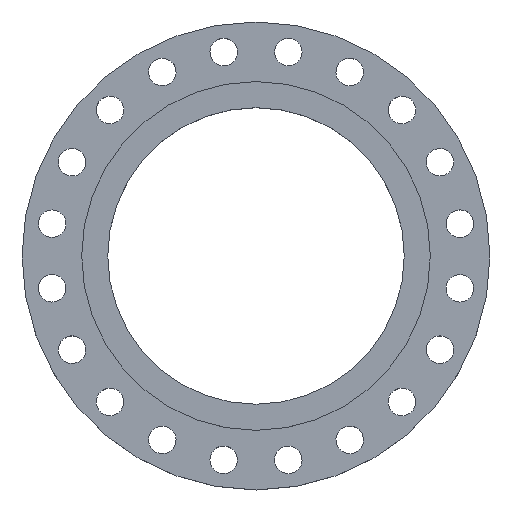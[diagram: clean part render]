
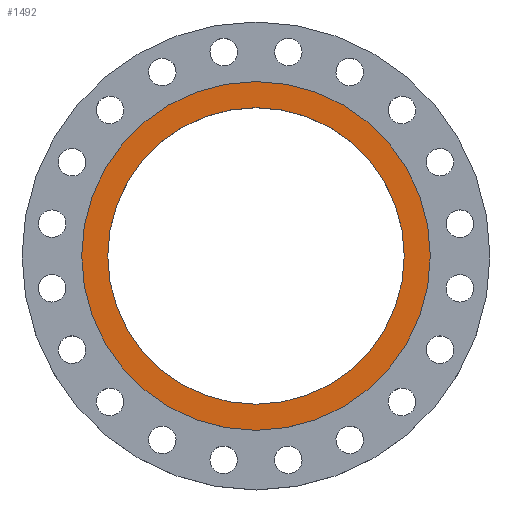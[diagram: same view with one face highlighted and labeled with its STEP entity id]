
A CAD part, top view. The second image highlights one B-rep face of the part: STEP entity #1492.
In plain terms, the highlighted planar face has unit normal (0, 0, 1).
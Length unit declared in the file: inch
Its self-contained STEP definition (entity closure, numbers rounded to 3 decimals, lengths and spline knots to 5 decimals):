
#14 = ORIENTED_EDGE ( 'NONE', *, *, #842, .F. ) ;
#59 = CARTESIAN_POINT ( 'NONE',  ( 0., 0., 0. ) ) ;
#82 = AXIS2_PLACEMENT_3D ( 'NONE', #348, #1252, #195 ) ;
#114 = ORIENTED_EDGE ( 'NONE', *, *, #1879, .F. ) ;
#121 = VERTEX_POINT ( 'NONE', #1211 ) ;
#170 = CIRCLE ( 'NONE', #1155, 8.08 ) ;
#187 = CARTESIAN_POINT ( 'NONE',  ( 0., 0., 0. ) ) ;
#195 = DIRECTION ( 'NONE',  ( 1., 0., 0. ) ) ;
#238 = AXIS2_PLACEMENT_3D ( 'NONE', #59, #1090, #638 ) ;
#348 = CARTESIAN_POINT ( 'NONE',  ( 0., 0., 0. ) ) ;
#372 = CARTESIAN_POINT ( 'NONE',  ( 8.08, 0., 0. ) ) ;
#439 = EDGE_LOOP ( 'NONE', ( #114, #14 ) ) ;
#452 = VERTEX_POINT ( 'NONE', #1345 ) ;
#511 = CIRCLE ( 'NONE', #82, 9.5 ) ;
#592 = CARTESIAN_POINT ( 'NONE',  ( -9.5, 0., 0. ) ) ;
#602 = EDGE_LOOP ( 'NONE', ( #1812, #1643 ) ) ;
#638 = DIRECTION ( 'NONE',  ( 1., 0., 0. ) ) ;
#739 = CIRCLE ( 'NONE', #1619, 8.08 ) ;
#766 = DIRECTION ( 'NONE',  ( 0., 0., 1. ) ) ;
#776 = DIRECTION ( 'NONE',  ( 0., 0., 1. ) ) ;
#779 = DIRECTION ( 'NONE',  ( 1., 0., 0. ) ) ;
#784 = PLANE ( 'NONE',  #238 ) ;
#787 = CARTESIAN_POINT ( 'NONE',  ( 0., 0., 0. ) ) ;
#842 = EDGE_CURVE ( 'NONE', #452, #1292, #170, .T. ) ;
#947 = FACE_OUTER_BOUND ( 'NONE', #602, .T. ) ;
#967 = CIRCLE ( 'NONE', #1787, 9.5 ) ;
#968 = EDGE_CURVE ( 'NONE', #121, #1314, #511, .T. ) ;
#1045 = EDGE_CURVE ( 'NONE', #1314, #121, #967, .T. ) ;
#1090 = DIRECTION ( 'NONE',  ( 0., 0., 1. ) ) ;
#1155 = AXIS2_PLACEMENT_3D ( 'NONE', #187, #1200, #779 ) ;
#1200 = DIRECTION ( 'NONE',  ( 0., 0., 1. ) ) ;
#1211 = CARTESIAN_POINT ( 'NONE',  ( 9.5, 0., 0. ) ) ;
#1252 = DIRECTION ( 'NONE',  ( 0., 0., 1. ) ) ;
#1292 = VERTEX_POINT ( 'NONE', #372 ) ;
#1314 = VERTEX_POINT ( 'NONE', #592 ) ;
#1345 = CARTESIAN_POINT ( 'NONE',  ( -8.08, 0., 0. ) ) ;
#1492 = ADVANCED_FACE ( 'NONE', ( #1675, #947 ), #784, .T. ) ;
#1619 = AXIS2_PLACEMENT_3D ( 'NONE', #1624, #766, #1781 ) ;
#1624 = CARTESIAN_POINT ( 'NONE',  ( 0., 0., 0. ) ) ;
#1643 = ORIENTED_EDGE ( 'NONE', *, *, #1045, .T. ) ;
#1675 = FACE_BOUND ( 'NONE', #439, .T. ) ;
#1684 = DIRECTION ( 'NONE',  ( 1., 0., 0. ) ) ;
#1781 = DIRECTION ( 'NONE',  ( 1., 0., 0. ) ) ;
#1787 = AXIS2_PLACEMENT_3D ( 'NONE', #787, #776, #1684 ) ;
#1812 = ORIENTED_EDGE ( 'NONE', *, *, #968, .T. ) ;
#1879 = EDGE_CURVE ( 'NONE', #1292, #452, #739, .T. ) ;
